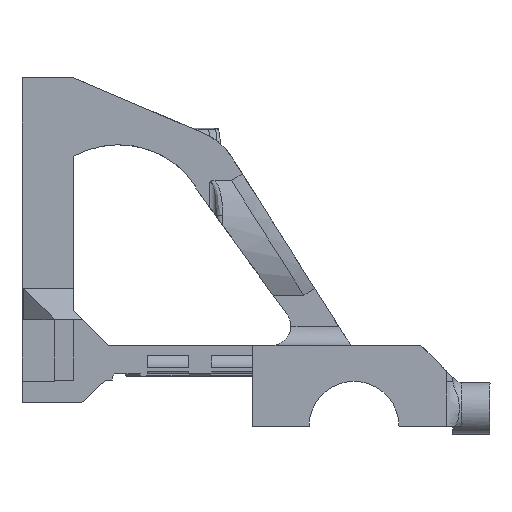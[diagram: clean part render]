
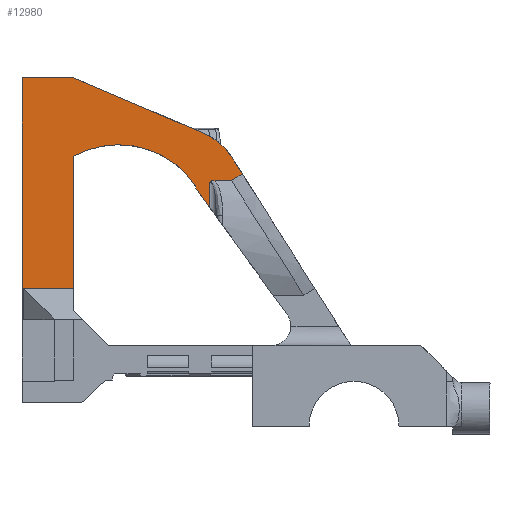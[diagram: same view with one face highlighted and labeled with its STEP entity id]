
A CAD part, left-side view. The second image highlights one B-rep face of the part: STEP entity #12980.
In plain terms, the highlighted planar face has unit normal (-1, 0, 0).
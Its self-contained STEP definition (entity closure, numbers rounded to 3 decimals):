
#303=B_SPLINE_CURVE_WITH_KNOTS('',3,(#21422,#21423,#21424,#21425,#21426,
#21427,#21428,#21429,#21430,#21431),.UNSPECIFIED.,.F.,.F.,(4,2,2,2,4),(0.,
0.,0.021,0.043,0.07),
 .UNSPECIFIED.);
#656=CIRCLE('',#13796,14.4);
#711=CIRCLE('',#13940,10.);
#1300=FACE_OUTER_BOUND('',#2070,.T.);
#2070=EDGE_LOOP('',(#10271,#10272,#10273,#10274,#10275,#10276,#10277,#10278,
#10279,#10280,#10281,#10282,#10283,#10284,#10285,#10286,#10287,#10288));
#2955=LINE('',#19703,#4302);
#3099=LINE('',#21374,#4446);
#3105=LINE('',#21384,#4452);
#3108=LINE('',#21511,#4455);
#3114=LINE('',#21767,#4461);
#3117=LINE('',#21817,#4464);
#3121=LINE('',#21830,#4468);
#3134=LINE('',#21970,#4481);
#3200=LINE('',#22357,#4547);
#3220=LINE('',#22472,#4567);
#3225=LINE('',#22482,#4572);
#3227=LINE('',#22485,#4574);
#3232=LINE('',#22516,#4579);
#3233=LINE('',#22518,#4580);
#3234=LINE('',#22520,#4581);
#4302=VECTOR('',#15574,10.);
#4446=VECTOR('',#16032,10.);
#4452=VECTOR('',#16040,10.);
#4455=VECTOR('',#16049,10.);
#4461=VECTOR('',#16085,10.);
#4464=VECTOR('',#16100,10.);
#4468=VECTOR('',#16112,10.);
#4481=VECTOR('',#16191,10.);
#4547=VECTOR('',#16403,10.);
#4567=VECTOR('',#16457,10.);
#4572=VECTOR('',#16464,10.);
#4574=VECTOR('',#16468,10.);
#4579=VECTOR('',#16477,10.);
#4580=VECTOR('',#16480,10.);
#4581=VECTOR('',#16481,10.);
#5528=VERTEX_POINT('',#19700);
#5529=VERTEX_POINT('',#19702);
#5751=VERTEX_POINT('',#21373);
#5753=VERTEX_POINT('',#21379);
#5754=VERTEX_POINT('',#21382);
#5755=VERTEX_POINT('',#21420);
#5756=VERTEX_POINT('',#21421);
#5763=VERTEX_POINT('',#21507);
#5775=VERTEX_POINT('',#21739);
#5777=VERTEX_POINT('',#21743);
#5780=VERTEX_POINT('',#21766);
#5787=VERTEX_POINT('',#21816);
#5792=VERTEX_POINT('',#21828);
#5825=VERTEX_POINT('',#21968);
#5920=VERTEX_POINT('',#22469);
#5925=VERTEX_POINT('',#22480);
#5928=VERTEX_POINT('',#22514);
#5929=VERTEX_POINT('',#22519);
#6960=EDGE_CURVE('',#5529,#5528,#2955,.T.);
#7260=EDGE_CURVE('',#5751,#5529,#3099,.T.);
#7266=EDGE_CURVE('',#5753,#5754,#3105,.T.);
#7267=EDGE_CURVE('',#5755,#5756,#303,.T.);
#7279=EDGE_CURVE('',#5753,#5763,#3108,.T.);
#7300=EDGE_CURVE('',#5777,#5775,#656,.T.);
#7304=EDGE_CURVE('',#5755,#5780,#3114,.T.);
#7313=EDGE_CURVE('',#5777,#5787,#3117,.T.);
#7320=EDGE_CURVE('',#5756,#5792,#3121,.T.);
#7359=EDGE_CURVE('',#5825,#5528,#3134,.T.);
#7472=EDGE_CURVE('',#5754,#5751,#3200,.T.);
#7504=EDGE_CURVE('',#5920,#5825,#3220,.T.);
#7509=EDGE_CURVE('',#5920,#5925,#3225,.T.);
#7511=EDGE_CURVE('',#5775,#5925,#3227,.T.);
#7518=EDGE_CURVE('',#5792,#5928,#3232,.T.);
#7519=EDGE_CURVE('',#5787,#5780,#3233,.T.);
#7520=EDGE_CURVE('',#5928,#5929,#3234,.T.);
#7521=EDGE_CURVE('',#5929,#5763,#711,.T.);
#10271=ORIENTED_EDGE('',*,*,#7359,.F.);
#10272=ORIENTED_EDGE('',*,*,#7504,.F.);
#10273=ORIENTED_EDGE('',*,*,#7509,.T.);
#10274=ORIENTED_EDGE('',*,*,#7511,.F.);
#10275=ORIENTED_EDGE('',*,*,#7300,.F.);
#10276=ORIENTED_EDGE('',*,*,#7313,.T.);
#10277=ORIENTED_EDGE('',*,*,#7519,.T.);
#10278=ORIENTED_EDGE('',*,*,#7304,.F.);
#10279=ORIENTED_EDGE('',*,*,#7267,.T.);
#10280=ORIENTED_EDGE('',*,*,#7320,.T.);
#10281=ORIENTED_EDGE('',*,*,#7518,.T.);
#10282=ORIENTED_EDGE('',*,*,#7520,.T.);
#10283=ORIENTED_EDGE('',*,*,#7521,.T.);
#10284=ORIENTED_EDGE('',*,*,#7279,.F.);
#10285=ORIENTED_EDGE('',*,*,#7266,.T.);
#10286=ORIENTED_EDGE('',*,*,#7472,.T.);
#10287=ORIENTED_EDGE('',*,*,#7260,.T.);
#10288=ORIENTED_EDGE('',*,*,#6960,.T.);
#12350=PLANE('',#13939);
#12980=ADVANCED_FACE('',(#1300),#12350,.T.);
#13796=AXIS2_PLACEMENT_3D('',#21745,#16073,#16074);
#13939=AXIS2_PLACEMENT_3D('',#22517,#16478,#16479);
#13940=AXIS2_PLACEMENT_3D('',#22521,#16482,#16483);
#15574=DIRECTION('',(0.,-1.,0.));
#16032=DIRECTION('',(0.,0.,-1.));
#16040=DIRECTION('',(0.,1.,0.));
#16049=DIRECTION('',(0.,-0.92,-0.392));
#16073=DIRECTION('center_axis',(-1.,0.,
0.));
#16074=DIRECTION('ref_axis',(0.,0.638,0.77));
#16085=DIRECTION('',(0.,0.,-1.));
#16100=DIRECTION('',(0.,0.,-1.));
#16112=DIRECTION('',(0.,-1.,0.));
#16191=DIRECTION('',(0.,0.,-1.));
#16403=DIRECTION('',(0.,0.,-1.));
#16457=DIRECTION('',(0.,1.,0.));
#16464=DIRECTION('',(0.,0.,1.));
#16468=DIRECTION('',(0.,0.,-1.));
#16477=DIRECTION('',(0.,-0.845,0.534));
#16478=DIRECTION('center_axis',(-1.,0.,
0.));
#16479=DIRECTION('ref_axis',(0.,1.,0.));
#16480=DIRECTION('',(0.,-0.586,-0.811));
#16481=DIRECTION('',(0.,0.534,0.845));
#16482=DIRECTION('center_axis',(-1.,0.,
0.));
#16483=DIRECTION('ref_axis',(0.,-0.648,0.762));
#19700=CARTESIAN_POINT('',(109.113,202.483,100.43));
#19702=CARTESIAN_POINT('',(109.113,202.703,100.43));
#19703=CARTESIAN_POINT('',(109.113,198.285,100.43));
#21373=CARTESIAN_POINT('',(109.113,202.703,105.43));
#21374=CARTESIAN_POINT('',(109.113,202.703,98.34));
#21379=CARTESIAN_POINT('',(109.113,194.683,138.025));
#21382=CARTESIAN_POINT('',(109.113,202.703,138.025));
#21384=CARTESIAN_POINT('',(109.113,204.695,138.025));
#21420=CARTESIAN_POINT('',(109.113,173.496,121.81));
#21421=CARTESIAN_POINT('',(109.113,172.858,122.048));
#21422=CARTESIAN_POINT('Ctrl Pts',(109.113,173.496,121.81));
#21423=CARTESIAN_POINT('Ctrl Pts',(109.113,173.496,121.81));
#21424=CARTESIAN_POINT('Ctrl Pts',(109.113,173.495,121.811));
#21425=CARTESIAN_POINT('Ctrl Pts',(109.113,173.444,121.862));
#21426=CARTESIAN_POINT('Ctrl Pts',(109.113,173.387,121.903));
#21427=CARTESIAN_POINT('Ctrl Pts',(109.113,173.26,121.972));
#21428=CARTESIAN_POINT('Ctrl Pts',(109.113,173.191,121.999));
#21429=CARTESIAN_POINT('Ctrl Pts',(109.113,173.034,122.038));
#21430=CARTESIAN_POINT('Ctrl Pts',(109.113,172.946,122.048));
#21431=CARTESIAN_POINT('Ctrl Pts',(109.113,172.858,122.048));
#21507=CARTESIAN_POINT('',(109.113,174.555,129.452));
#21511=CARTESIAN_POINT('',(109.113,194.683,138.025));
#21739=CARTESIAN_POINT('',(109.113,194.683,125.825));
#21743=CARTESIAN_POINT('',(109.113,175.683,121.159));
#21745=CARTESIAN_POINT('Origin',(109.113,187.703,113.23));
#21766=CARTESIAN_POINT('',(109.113,173.496,117.84));
#21767=CARTESIAN_POINT('',(109.113,173.496,108.195));
#21816=CARTESIAN_POINT('',(109.113,175.683,120.867));
#21817=CARTESIAN_POINT('',(109.113,175.683,113.394));
#21828=CARTESIAN_POINT('',(109.113,170.146,122.048));
#21830=CARTESIAN_POINT('',(109.113,165.877,122.048));
#21968=CARTESIAN_POINT('',(109.113,202.483,105.33));
#21970=CARTESIAN_POINT('',(109.113,202.483,98.388));
#22357=CARTESIAN_POINT('',(109.113,202.703,98.34));
#22469=CARTESIAN_POINT('',(109.113,194.683,105.33));
#22472=CARTESIAN_POINT('',(109.113,194.275,105.33));
#22480=CARTESIAN_POINT('',(109.113,194.683,105.43));
#22482=CARTESIAN_POINT('',(109.113,194.683,110.304));
#22485=CARTESIAN_POINT('',(109.113,194.683,107.985));
#22514=CARTESIAN_POINT('',(109.113,168.455,123.116));
#22516=CARTESIAN_POINT('',(109.113,170.146,122.048));
#22517=CARTESIAN_POINT('Origin',(109.113,193.868,102.741));
#22518=CARTESIAN_POINT('',(109.113,169.388,112.152));
#22519=CARTESIAN_POINT('',(109.113,170.019,125.592));
#22520=CARTESIAN_POINT('',(109.113,156.272,103.828));
#22521=CARTESIAN_POINT('Origin',(109.113,178.473,120.252));
